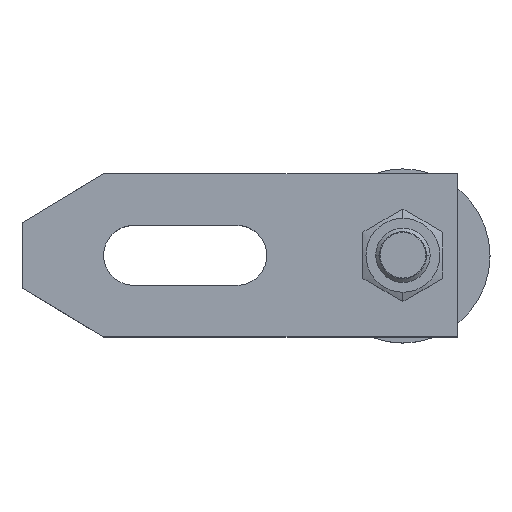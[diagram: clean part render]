
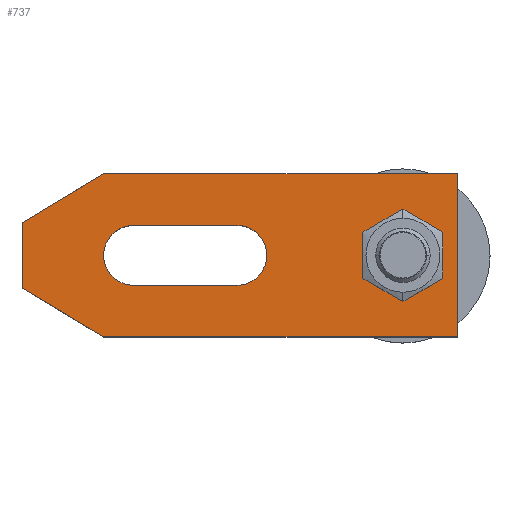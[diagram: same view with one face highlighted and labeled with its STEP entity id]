
A CAD part, top view. The second image highlights one B-rep face of the part: STEP entity #737.
In plain terms, the highlighted planar face has unit normal (0, 0, 1).
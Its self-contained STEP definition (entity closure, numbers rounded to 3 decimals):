
#379=EDGE_CURVE('',#489,#447,#1071,.T.);
#447=VERTEX_POINT('',#1147);
#489=VERTEX_POINT('',#1194);
#515=EDGE_CURVE('',#529,#567,#1222,.T.);
#527=EDGE_CURVE('',#635,#529,#1234,.T.);
#529=VERTEX_POINT('',#1236);
#561=EDGE_CURVE('',#567,#799,#1272,.T.);
#567=VERTEX_POINT('',#1278);
#579=EDGE_CURVE('',#603,#675,#1293,.T.);
#595=EDGE_CURVE('',#639,#603,#1311,.T.);
#603=VERTEX_POINT('',#1320);
#629=EDGE_CURVE('',#663,#639,#1348,.T.);
#635=VERTEX_POINT('',#1354);
#639=VERTEX_POINT('',#1358);
#661=EDGE_CURVE('',#675,#663,#1384,.T.);
#663=VERTEX_POINT('',#1386);
#675=VERTEX_POINT('',#1398);
#689=EDGE_CURVE('',#843,#635,#1412,.T.);
#705=EDGE_CURVE('',#787,#843,#1429,.T.);
#707=EDGE_CURVE('',#447,#489,#1431,.T.);
#737=ADVANCED_FACE('',(#1464,#1465,#1466),#1467,.T.);
#785=EDGE_CURVE('',#799,#787,#1518,.T.);
#787=VERTEX_POINT('',#1520);
#799=VERTEX_POINT('',#1532);
#843=VERTEX_POINT('',#1581);
#1071=CIRCLE('',#1832,5.0);
#1147=CARTESIAN_POINT('',(75.0,0.,15.0));
#1194=CARTESIAN_POINT('',(65.0,0.,15.0));
#1222=LINE('',#2041,#2042);
#1234=LINE('',#2059,#2060);
#1236=CARTESIAN_POINT('',(80.0,15.0,15.0));
#1272=LINE('',#2109,#2110);
#1278=CARTESIAN_POINT('',(80.0,-15.0,15.0));
#1293=LINE('',#2146,#2147);
#1311=CIRCLE('',#2173,5.5);
#1320=CARTESIAN_POINT('',(39.5,-5.5,15.0));
#1348=LINE('',#2242,#2243);
#1354=CARTESIAN_POINT('',(15.0,15.0,15.0));
#1358=CARTESIAN_POINT('',(39.5,5.5,15.0));
#1384=CIRCLE('',#2293,5.5);
#1386=CARTESIAN_POINT('',(20.5,5.5,15.0));
#1398=CARTESIAN_POINT('',(20.5,-5.5,15.0));
#1412=LINE('',#2333,#2334);
#1429=LINE('',#2359,#2360);
#1431=CIRCLE('',#2363,5.0);
#1464=FACE_BOUND('',#2409,.T.);
#1465=FACE_BOUND('',#2410,.T.);
#1466=FACE_OUTER_BOUND('',#2411,.T.);
#1467=PLANE('',#2412);
#1518=LINE('',#2489,#2490);
#1520=CARTESIAN_POINT('',(0.0,-6.,15.0));
#1532=CARTESIAN_POINT('',(15.0,-15.0,15.0));
#1581=CARTESIAN_POINT('',(0.0,6.,15.0));
#1832=AXIS2_PLACEMENT_3D('',#2954,#2955,#2956);
#2041=CARTESIAN_POINT('',(80.0,-15.0,15.0));
#2042=VECTOR('',#3130,1.0);
#2059=CARTESIAN_POINT('',(80.0,15.0,15.0));
#2060=VECTOR('',#3137,1.0);
#2109=CARTESIAN_POINT('',(15.0,-15.0,15.0));
#2110=VECTOR('',#3184,1.0);
#2146=CARTESIAN_POINT('',(41.098,-5.5,15.0));
#2147=VECTOR('',#3213,1.0);
#2173=AXIS2_PLACEMENT_3D('',#3236,#3237,#3238);
#2242=CARTESIAN_POINT('',(31.598,5.5,15.0));
#2243=VECTOR('',#3271,1.0);
#2293=AXIS2_PLACEMENT_3D('',#3311,#3312,#3313);
#2333=CARTESIAN_POINT('',(15.0,15.0,15.0));
#2334=VECTOR('',#3322,1.0);
#2359=CARTESIAN_POINT('',(0.0,6.,15.0));
#2360=VECTOR('',#3341,1.0);
#2363=AXIS2_PLACEMENT_3D('',#3342,#3343,#3344);
#2409=EDGE_LOOP('',(#3381,#3382));
#2410=EDGE_LOOP('',(#3383,#3384,#3385,#3386));
#2411=EDGE_LOOP('',(#3387,#3388,#3389,#3390,#3391,#3392));
#2412=AXIS2_PLACEMENT_3D('',#3393,#3394,#3395);
#2489=CARTESIAN_POINT('',(0.0,-6.,15.0));
#2490=VECTOR('',#3434,1.0);
#2954=CARTESIAN_POINT('',(70.0,0.0,15.0));
#2955=DIRECTION('',(0.0,0.0,-1.0));
#2956=DIRECTION('',(-1.0,0.,0.0));
#3130=DIRECTION('',(0.0,-1.0,0.0));
#3137=DIRECTION('',(1.0,0.0,0.0));
#3184=DIRECTION('',(-1.0,0.0,0.0));
#3213=DIRECTION('',(-1.0,0.0,0.0));
#3236=CARTESIAN_POINT('',(39.5,0.0,15.0));
#3237=DIRECTION('',(0.0,0.0,-1.0));
#3238=DIRECTION('',(0.0,1.0,0.0));
#3271=DIRECTION('',(1.0,0.0,0.0));
#3311=CARTESIAN_POINT('',(20.5,0.0,15.0));
#3312=DIRECTION('',(0.0,0.0,-1.0));
#3313=DIRECTION('',(0.0,-1.0,0.0));
#3322=DIRECTION('',(0.857,0.514,0.0));
#3341=DIRECTION('',(0.0,1.0,0.0));
#3342=CARTESIAN_POINT('',(70.0,0.0,15.0));
#3343=DIRECTION('',(0.0,0.0,-1.0));
#3344=DIRECTION('',(-1.0,0.,0.0));
#3381=ORIENTED_EDGE('',*,*,#379,.T.);
#3382=ORIENTED_EDGE('',*,*,#707,.T.);
#3383=ORIENTED_EDGE('',*,*,#661,.T.);
#3384=ORIENTED_EDGE('',*,*,#629,.T.);
#3385=ORIENTED_EDGE('',*,*,#595,.T.);
#3386=ORIENTED_EDGE('',*,*,#579,.T.);
#3387=ORIENTED_EDGE('',*,*,#561,.F.);
#3388=ORIENTED_EDGE('',*,*,#515,.F.);
#3389=ORIENTED_EDGE('',*,*,#527,.F.);
#3390=ORIENTED_EDGE('',*,*,#689,.F.);
#3391=ORIENTED_EDGE('',*,*,#705,.F.);
#3392=ORIENTED_EDGE('',*,*,#785,.F.);
#3393=CARTESIAN_POINT('',(42.696,0.,15.0));
#3394=DIRECTION('',(0.0,0.0,1.0));
#3395=DIRECTION('',(1.0,0.0,0.0));
#3434=DIRECTION('',(-0.857,0.514,0.0));
